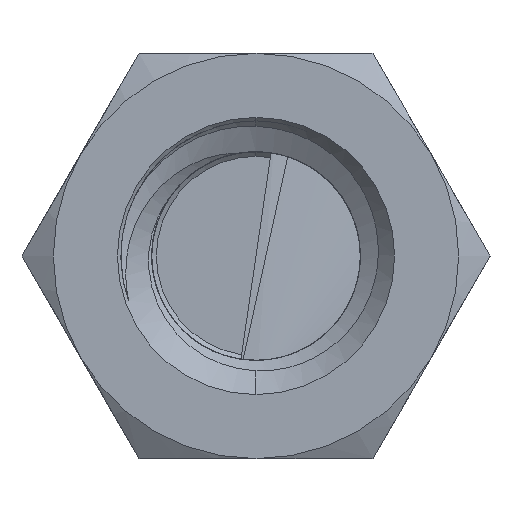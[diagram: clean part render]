
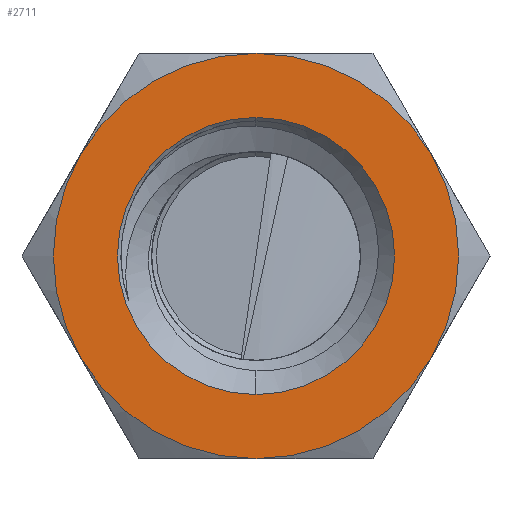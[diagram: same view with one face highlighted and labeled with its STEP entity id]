
A CAD part, left-side view. The second image highlights one B-rep face of the part: STEP entity #2711.
In plain terms, the highlighted planar face has unit normal (-1, 0, 0).
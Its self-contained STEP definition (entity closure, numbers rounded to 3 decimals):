
#271 = EDGE_LOOP ( 'NONE', ( #4260, #4261 ) ) ;
#1053 = CIRCLE ( 'NONE', #6571, 3. ) ;
#1055 = CIRCLE ( 'NONE', #6573, 3. ) ;
#1056 = CIRCLE ( 'NONE', #6572, 3. ) ;
#1071 = CIRCLE ( 'NONE', #6575, 3. ) ;
#1072 = CIRCLE ( 'NONE', #6576, 3. ) ;
#1073 = CIRCLE ( 'NONE', #6574, 2.051 ) ;
#1075 = CIRCLE ( 'NONE', #6577, 3. ) ;
#1236 = DIRECTION ( 'NONE',  ( 0., 0., -1. ) ) ;
#1237 = DIRECTION ( 'NONE',  ( 1., 0., 0. ) ) ;
#1239 = CARTESIAN_POINT ( 'NONE',  ( -20.25, 0., 0. ) ) ;
#1727 = CARTESIAN_POINT ( 'NONE',  ( -20.25, 0., 0. ) ) ;
#1729 = DIRECTION ( 'NONE',  ( -1., 0., 0. ) ) ;
#1730 = DIRECTION ( 'NONE',  ( 0., 0., 1. ) ) ;
#1731 = CARTESIAN_POINT ( 'NONE',  ( -20.25, 0., 0. ) ) ;
#1732 = DIRECTION ( 'NONE',  ( 1., 0., 0. ) ) ;
#1733 = DIRECTION ( 'NONE',  ( 0., 0., -1. ) ) ;
#2097 = CARTESIAN_POINT ( 'NONE',  ( -20.25, 0., 0. ) ) ;
#2101 = CARTESIAN_POINT ( 'NONE',  ( -20.25, 0., 0. ) ) ;
#2102 = DIRECTION ( 'NONE',  ( 1., 0., 0. ) ) ;
#2103 = DIRECTION ( 'NONE',  ( 0., 0., -1. ) ) ;
#2104 = CARTESIAN_POINT ( 'NONE',  ( -20.25, 0., 0. ) ) ;
#2105 = DIRECTION ( 'NONE',  ( 1., 0., 0. ) ) ;
#2106 = DIRECTION ( 'NONE',  ( 0., 0., -1. ) ) ;
#2107 = CARTESIAN_POINT ( 'NONE',  ( -20.25, 0., 0. ) ) ;
#2109 = DIRECTION ( 'NONE',  ( -1., 0., 0. ) ) ;
#2110 = DIRECTION ( 'NONE',  ( 0., 0., 1. ) ) ;
#2112 = DIRECTION ( 'NONE',  ( 1., 0., 0. ) ) ;
#2113 = DIRECTION ( 'NONE',  ( 0., 0., -1. ) ) ;
#2447 = DIRECTION ( 'NONE',  ( 1., 0., 0. ) ) ;
#2449 = DIRECTION ( 'NONE',  ( 0., 0., -1. ) ) ;
#2451 = PLANE ( 'NONE',  #6494 ) ;
#2454 = CARTESIAN_POINT ( 'NONE',  ( -20.25, 3.464, 0. ) ) ;
#2523 = DIRECTION ( 'NONE',  ( -1., 0., 0. ) ) ;
#2524 = DIRECTION ( 'NONE',  ( 0., 0., 1. ) ) ;
#2543 = CARTESIAN_POINT ( 'NONE',  ( -20.25, 0., 0. ) ) ;
#2711 = ADVANCED_FACE ( 'NONE', ( #4940, #4948 ), #2451, .F. ) ;
#2945 = EDGE_LOOP ( 'NONE', ( #4262, #4263, #4264, #4265, #4266, #4267 ) ) ;
#3873 = VERTEX_POINT ( 'NONE', #4702 ) ;
#3896 = VERTEX_POINT ( 'NONE', #4693 ) ;
#4066 = VERTEX_POINT ( 'NONE', #5779 ) ;
#4067 = VERTEX_POINT ( 'NONE', #5778 ) ;
#4068 = VERTEX_POINT ( 'NONE', #5777 ) ;
#4070 = VERTEX_POINT ( 'NONE', #5775 ) ;
#4075 = VERTEX_POINT ( 'NONE', #5770 ) ;
#4076 = VERTEX_POINT ( 'NONE', #5769 ) ;
#4260 = ORIENTED_EDGE ( 'NONE', *, *, #6456, .F. ) ;
#4261 = ORIENTED_EDGE ( 'NONE', *, *, #6311, .F. ) ;
#4262 = ORIENTED_EDGE ( 'NONE', *, *, #6455, .F. ) ;
#4263 = ORIENTED_EDGE ( 'NONE', *, *, #6420, .F. ) ;
#4264 = ORIENTED_EDGE ( 'NONE', *, *, #6411, .F. ) ;
#4265 = ORIENTED_EDGE ( 'NONE', *, *, #6457, .F. ) ;
#4266 = ORIENTED_EDGE ( 'NONE', *, *, #6419, .T. ) ;
#4267 = ORIENTED_EDGE ( 'NONE', *, *, #6454, .F. ) ;
#4693 = CARTESIAN_POINT ( 'NONE',  ( -20.25, 0., -2.051 ) ) ;
#4702 = CARTESIAN_POINT ( 'NONE',  ( -20.25, 0., 2.051 ) ) ;
#4940 = FACE_BOUND ( 'NONE', #271, .T. ) ;
#4948 = FACE_OUTER_BOUND ( 'NONE', #2945, .T. ) ;
#5103 = CIRCLE ( 'NONE', #6565, 2.051 ) ;
#5769 = CARTESIAN_POINT ( 'NONE',  ( -20.25, 0., -3. ) ) ;
#5770 = CARTESIAN_POINT ( 'NONE',  ( -20.25, -2.598, 1.5 ) ) ;
#5775 = CARTESIAN_POINT ( 'NONE',  ( -20.25, 2.598, -1.5 ) ) ;
#5777 = CARTESIAN_POINT ( 'NONE',  ( -20.25, 0., 3. ) ) ;
#5778 = CARTESIAN_POINT ( 'NONE',  ( -20.25, 2.598, 1.5 ) ) ;
#5779 = CARTESIAN_POINT ( 'NONE',  ( -20.25, -2.598, -1.5 ) ) ;
#6311 = EDGE_CURVE ( 'NONE', #3896, #3873, #5103, .T. ) ;
#6411 = EDGE_CURVE ( 'NONE', #4075, #4066, #1053, .T. ) ;
#6419 = EDGE_CURVE ( 'NONE', #4068, #4067, #1055, .T. ) ;
#6420 = EDGE_CURVE ( 'NONE', #4066, #4076, #1056, .T. ) ;
#6454 = EDGE_CURVE ( 'NONE', #4070, #4067, #1071, .T. ) ;
#6455 = EDGE_CURVE ( 'NONE', #4076, #4070, #1072, .T. ) ;
#6456 = EDGE_CURVE ( 'NONE', #3873, #3896, #1073, .T. ) ;
#6457 = EDGE_CURVE ( 'NONE', #4068, #4075, #1075, .T. ) ;
#6494 = AXIS2_PLACEMENT_3D ( 'NONE', #2454, #2447, #2449 ) ;
#6565 = AXIS2_PLACEMENT_3D ( 'NONE', #2543, #2523, #2524 ) ;
#6571 = AXIS2_PLACEMENT_3D ( 'NONE', #1239, #1237, #1236 ) ;
#6572 = AXIS2_PLACEMENT_3D ( 'NONE', #1731, #1732, #1733 ) ;
#6573 = AXIS2_PLACEMENT_3D ( 'NONE', #1727, #1729, #1730 ) ;
#6574 = AXIS2_PLACEMENT_3D ( 'NONE', #2107, #2109, #2110 ) ;
#6575 = AXIS2_PLACEMENT_3D ( 'NONE', #2101, #2102, #2103 ) ;
#6576 = AXIS2_PLACEMENT_3D ( 'NONE', #2104, #2105, #2106 ) ;
#6577 = AXIS2_PLACEMENT_3D ( 'NONE', #2097, #2112, #2113 ) ;
